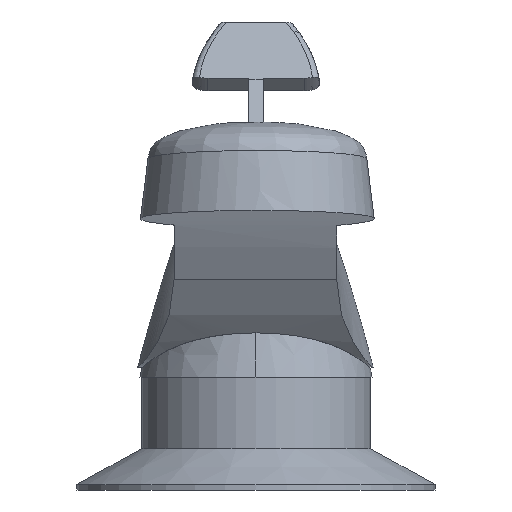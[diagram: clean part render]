
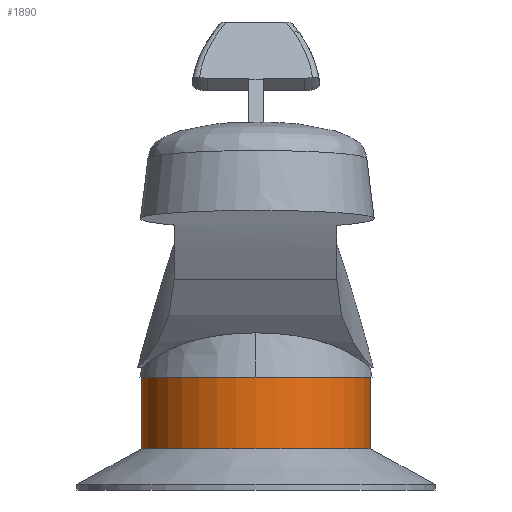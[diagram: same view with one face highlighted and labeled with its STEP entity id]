
A CAD part, left-side view. The second image highlights one B-rep face of the part: STEP entity #1890.
In plain terms, the highlighted cylindrical face has radius 32 mm (diameter 64 mm), a partial arc.
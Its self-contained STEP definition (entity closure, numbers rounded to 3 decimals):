
#649=CARTESIAN_POINT('',(0.,0.,12.));
#650=DIRECTION('',(0.,0.,1.));
#651=DIRECTION('',(0.,1.,0.));
#652=AXIS2_PLACEMENT_3D('',#649,#650,#651);
#687=DIRECTION('',(0.,0.,1.));
#688=VECTOR('',#687,20.);
#689=CARTESIAN_POINT('',(0.,32.,12.));
#690=LINE('',#689,#688);
#710=CARTESIAN_POINT('',(0.,0.,32.));
#711=DIRECTION('',(0.,0.,-1.));
#712=DIRECTION('',(0.,-1.,0.));
#713=AXIS2_PLACEMENT_3D('',#710,#711,#712);
#794=DIRECTION('',(0.,0.,1.));
#795=VECTOR('',#794,20.);
#796=CARTESIAN_POINT('',(0.,-32.,12.));
#797=LINE('',#796,#795);
#1487=CARTESIAN_POINT('',(0.,-32.,12.));
#1488=VERTEX_POINT('',#1487);
#1489=CARTESIAN_POINT('',(0.,32.,12.));
#1490=VERTEX_POINT('',#1489);
#1491=CARTESIAN_POINT('',(0.,-32.,32.));
#1492=CARTESIAN_POINT('',(0.,32.,32.));
#1493=VERTEX_POINT('',#1491);
#1494=VERTEX_POINT('',#1492);
#1876=CARTESIAN_POINT('',(0.,0.,33.575));
#1877=DIRECTION('',(0.,0.,-1.));
#1878=DIRECTION('',(0.,-1.,0.));
#1879=AXIS2_PLACEMENT_3D('',#1876,#1877,#1878);
#1880=CYLINDRICAL_SURFACE('',#1879,32.);
#1882=ORIENTED_EDGE('',*,*,#1881,.F.);
#1884=ORIENTED_EDGE('',*,*,#1883,.F.);
#1885=ORIENTED_EDGE('',*,*,#1805,.F.);
#1887=ORIENTED_EDGE('',*,*,#1886,.T.);
#1888=EDGE_LOOP('',(#1882,#1884,#1885,#1887));
#1889=FACE_OUTER_BOUND('',#1888,.F.);
#653=CIRCLE('',#652,32.);
#714=CIRCLE('',#713,32.);
#1805=EDGE_CURVE('',#1490,#1488,#653,.T.);
#1881=EDGE_CURVE('',#1493,#1494,#714,.T.);
#1883=EDGE_CURVE('',#1488,#1493,#797,.T.);
#1886=EDGE_CURVE('',#1490,#1494,#690,.T.);
#1890=ADVANCED_FACE('',(#1889),#1880,.T.);
